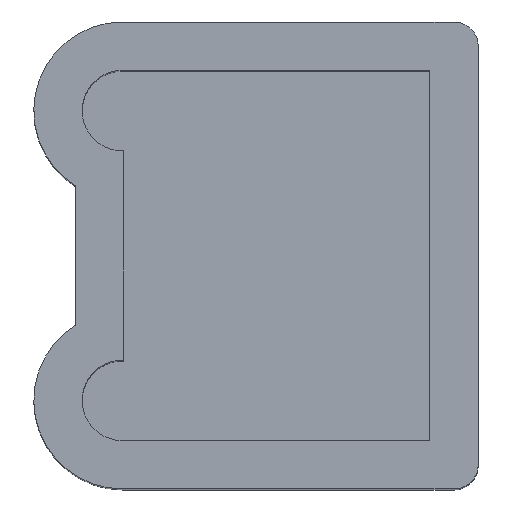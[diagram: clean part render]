
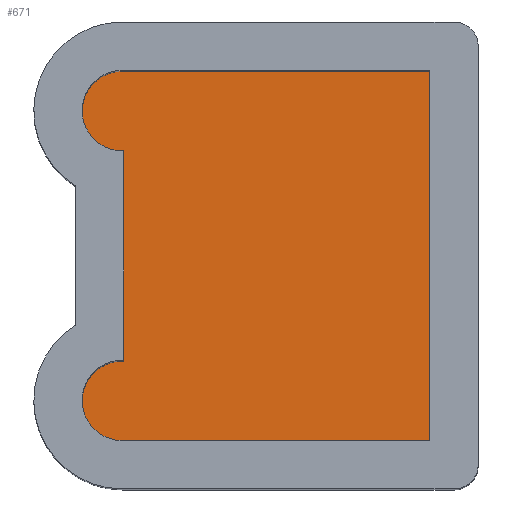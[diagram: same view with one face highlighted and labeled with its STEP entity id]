
A CAD part, top view. The second image highlights one B-rep face of the part: STEP entity #671.
In plain terms, the highlighted planar face has unit normal (0, 0, 1).
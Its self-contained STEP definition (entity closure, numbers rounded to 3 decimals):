
#37=PLANE('',#763);
#85=FACE_OUTER_BOUND('',#128,.T.);
#128=EDGE_LOOP('',(#593,#594,#595,#596,#597,#598));
#176=LINE('',#1178,#230);
#180=LINE('',#1187,#234);
#182=LINE('',#1191,#236);
#184=LINE('',#1195,#238);
#230=VECTOR('',#950,10.);
#234=VECTOR('',#960,10.);
#236=VECTOR('',#964,10.);
#238=VECTOR('',#968,10.);
#273=CIRCLE('',#757,1.25);
#274=CIRCLE('',#762,1.25);
#325=VERTEX_POINT('',#1175);
#326=VERTEX_POINT('',#1177);
#327=VERTEX_POINT('',#1181);
#328=VERTEX_POINT('',#1185);
#329=VERTEX_POINT('',#1189);
#330=VERTEX_POINT('',#1193);
#414=EDGE_CURVE('',#325,#326,#176,.T.);
#417=EDGE_CURVE('',#327,#325,#273,.T.);
#419=EDGE_CURVE('',#328,#327,#180,.T.);
#421=EDGE_CURVE('',#329,#328,#182,.T.);
#423=EDGE_CURVE('',#330,#329,#184,.T.);
#424=EDGE_CURVE('',#326,#330,#274,.T.);
#593=ORIENTED_EDGE('',*,*,#424,.F.);
#594=ORIENTED_EDGE('',*,*,#414,.F.);
#595=ORIENTED_EDGE('',*,*,#417,.F.);
#596=ORIENTED_EDGE('',*,*,#419,.F.);
#597=ORIENTED_EDGE('',*,*,#421,.F.);
#598=ORIENTED_EDGE('',*,*,#423,.F.);
#671=ADVANCED_FACE('',(#85),#37,.T.);
#757=AXIS2_PLACEMENT_3D('',#1183,#955,#956);
#762=AXIS2_PLACEMENT_3D('',#1197,#971,#972);
#763=AXIS2_PLACEMENT_3D('',#1198,#973,#974);
#950=DIRECTION('',(0.,1.,0.));
#955=DIRECTION('center_axis',(0.,0.,-1.));
#956=DIRECTION('ref_axis',(0.04,0.999,0.));
#960=DIRECTION('',(-1.,0.,0.));
#964=DIRECTION('',(0.,-1.,0.));
#968=DIRECTION('',(1.,0.,0.));
#971=DIRECTION('center_axis',(0.,0.,-1.));
#972=DIRECTION('ref_axis',(0.,1.,0.));
#973=DIRECTION('center_axis',(0.,0.,1.));
#974=DIRECTION('ref_axis',(1.,0.,0.));
#1175=CARTESIAN_POINT('',(2.8,3.999,-16.9));
#1177=CARTESIAN_POINT('',(2.8,10.501,-16.9));
#1178=CARTESIAN_POINT('',(2.8,10.501,-16.9));
#1181=CARTESIAN_POINT('',(2.75,1.5,-16.9));
#1183=CARTESIAN_POINT('Origin',(2.75,2.75,-16.9));
#1185=CARTESIAN_POINT('',(12.3,1.5,-16.9));
#1187=CARTESIAN_POINT('',(2.75,1.5,-16.9));
#1189=CARTESIAN_POINT('',(12.3,13.,-16.9));
#1191=CARTESIAN_POINT('',(12.3,1.5,-16.9));
#1193=CARTESIAN_POINT('',(2.75,13.,-16.9));
#1195=CARTESIAN_POINT('',(12.3,13.,-16.9));
#1197=CARTESIAN_POINT('Origin',(2.75,11.75,-16.9));
#1198=CARTESIAN_POINT('Origin',(6.9,7.25,-16.9));
